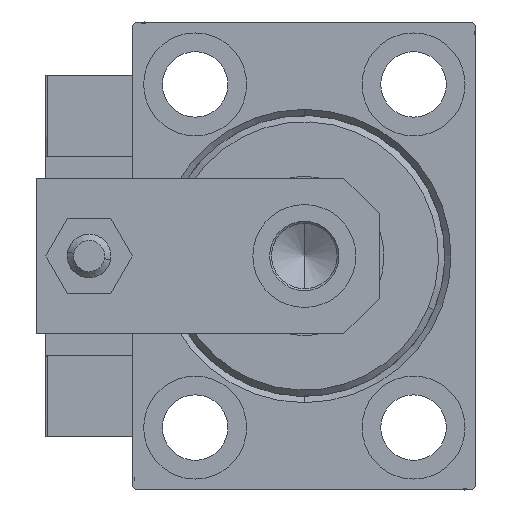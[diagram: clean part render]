
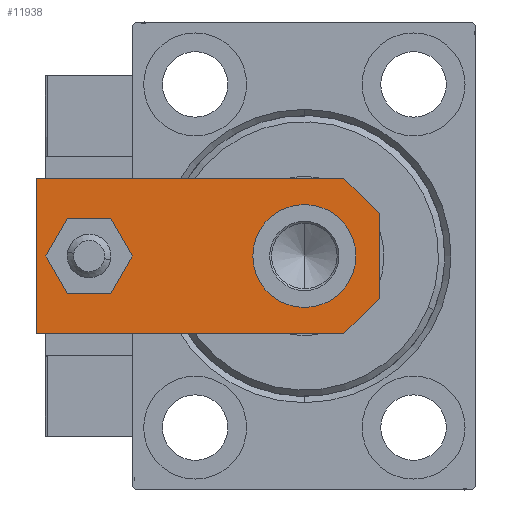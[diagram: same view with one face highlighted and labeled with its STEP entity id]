
A CAD part, left-side view. The second image highlights one B-rep face of the part: STEP entity #11938.
In plain terms, the highlighted face is planar.
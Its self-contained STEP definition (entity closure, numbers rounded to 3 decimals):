
#816 = VECTOR ( 'NONE', #46821, 1000. ) ;
#2606 = EDGE_CURVE ( 'NONE', #15636, #41999, #32096, .T. ) ;
#2831 = ORIENTED_EDGE ( 'NONE', *, *, #25023, .T. ) ;
#3437 = AXIS2_PLACEMENT_3D ( 'NONE', #4109, #43360, #42585 ) ;
#4109 = CARTESIAN_POINT ( 'NONE',  ( 0., 0., 6. ) ) ;
#4807 = DIRECTION ( 'NONE',  ( 0.707, 0.707, 0. ) ) ;
#5408 = DIRECTION ( 'NONE',  ( 0.707, -0.707, 0. ) ) ;
#5458 = EDGE_CURVE ( 'NONE', #32373, #38090, #13285, .T. ) ;
#6641 = EDGE_CURVE ( 'NONE', #41999, #32373, #18906, .T. ) ;
#6774 = CARTESIAN_POINT ( 'NONE',  ( -6.84, 0., 6. ) ) ;
#7784 = AXIS2_PLACEMENT_3D ( 'NONE', #22714, #31156, #15507 ) ;
#8380 = LINE ( 'NONE', #31729, #29745 ) ;
#8408 = DIRECTION ( 'NONE',  ( 1., 0., 0. ) ) ;
#9061 = AXIS2_PLACEMENT_3D ( 'NONE', #18839, #10382, #33966 ) ;
#9111 = ORIENTED_EDGE ( 'NONE', *, *, #5458, .T. ) ;
#9491 = EDGE_CURVE ( 'NONE', #31811, #37126, #31166, .T. ) ;
#10382 = DIRECTION ( 'NONE',  ( 0., 0., 1. ) ) ;
#10424 = CARTESIAN_POINT ( 'NONE',  ( 12.5, 55., 6. ) ) ;
#11734 = DIRECTION ( 'NONE',  ( 0., -1., 0. ) ) ;
#11938 = ADVANCED_FACE ( 'NONE', ( #23884, #26967, #31578 ), #19789, .T. ) ;
#12604 = CARTESIAN_POINT ( 'NONE',  ( -3.42, -3.42, 6. ) ) ;
#13285 = LINE ( 'NONE', #47893, #36011 ) ;
#13527 = ORIENTED_EDGE ( 'NONE', *, *, #2606, .T. ) ;
#14416 = VERTEX_POINT ( 'NONE', #25458 ) ;
#15507 = DIRECTION ( 'NONE',  ( 1., 0., 0. ) ) ;
#15636 = VERTEX_POINT ( 'NONE', #38746 ) ;
#15851 = VECTOR ( 'NONE', #44006, 1000. ) ;
#17528 = CARTESIAN_POINT ( 'NONE',  ( 12.5, 5.66, 6. ) ) ;
#17993 = EDGE_LOOP ( 'NONE', ( #45776, #13527, #48184, #9111, #2831, #33840 ) ) ;
#18233 = DIRECTION ( 'NONE',  ( 0., 1., 0. ) ) ;
#18839 = CARTESIAN_POINT ( 'NONE',  ( 0., 12., 6. ) ) ;
#18906 = LINE ( 'NONE', #50420, #816 ) ;
#19265 = CIRCLE ( 'NONE', #7784, 8.25 ) ;
#19789 = PLANE ( 'NONE',  #3437 ) ;
#21717 = EDGE_CURVE ( 'NONE', #37126, #31811, #19265, .T. ) ;
#22714 = CARTESIAN_POINT ( 'NONE',  ( 0., 12., 6. ) ) ;
#23564 = DIRECTION ( 'NONE',  ( 0., 0., 1. ) ) ;
#23884 = FACE_BOUND ( 'NONE', #44474, .T. ) ;
#25023 = EDGE_CURVE ( 'NONE', #38090, #32136, #42045, .T. ) ;
#25147 = ORIENTED_EDGE ( 'NONE', *, *, #21717, .F. ) ;
#25315 = CARTESIAN_POINT ( 'NONE',  ( -12.5, 55., 6. ) ) ;
#25458 = CARTESIAN_POINT ( 'NONE',  ( 4., 46.5, 6. ) ) ;
#26871 = VERTEX_POINT ( 'NONE', #35588 ) ;
#26967 = FACE_OUTER_BOUND ( 'NONE', #17993, .T. ) ;
#29233 = CARTESIAN_POINT ( 'NONE',  ( -8.25, 12., 6. ) ) ;
#29745 = VECTOR ( 'NONE', #11734, 1000. ) ;
#31156 = DIRECTION ( 'NONE',  ( 0., 0., 1. ) ) ;
#31166 = CIRCLE ( 'NONE', #9061, 8.25 ) ;
#31171 = AXIS2_PLACEMENT_3D ( 'NONE', #43290, #23564, #8408 ) ;
#31578 = FACE_BOUND ( 'NONE', #47155, .T. ) ;
#31729 = CARTESIAN_POINT ( 'NONE',  ( -12.5, 55., 6. ) ) ;
#31811 = VERTEX_POINT ( 'NONE', #29233 ) ;
#32096 = LINE ( 'NONE', #12604, #36015 ) ;
#32136 = VERTEX_POINT ( 'NONE', #10424 ) ;
#32373 = VERTEX_POINT ( 'NONE', #44493 ) ;
#32732 = AXIS2_PLACEMENT_3D ( 'NONE', #32740, #36338, #48119 ) ;
#32740 = CARTESIAN_POINT ( 'NONE',  ( 0., 46.5, 6. ) ) ;
#33840 = ORIENTED_EDGE ( 'NONE', *, *, #46500, .T. ) ;
#33966 = DIRECTION ( 'NONE',  ( 1., 0., 0. ) ) ;
#35045 = EDGE_CURVE ( 'NONE', #14416, #26871, #44178, .T. ) ;
#35588 = CARTESIAN_POINT ( 'NONE',  ( -4., 46.5, 6. ) ) ;
#36011 = VECTOR ( 'NONE', #4807, 1000. ) ;
#36015 = VECTOR ( 'NONE', #5408, 1000. ) ;
#36338 = DIRECTION ( 'NONE',  ( 0., 0., 1. ) ) ;
#37126 = VERTEX_POINT ( 'NONE', #44945 ) ;
#37720 = CARTESIAN_POINT ( 'NONE',  ( 12.5, 0., 6. ) ) ;
#37733 = CIRCLE ( 'NONE', #31171, 4. ) ;
#38050 = ORIENTED_EDGE ( 'NONE', *, *, #9491, .F. ) ;
#38090 = VERTEX_POINT ( 'NONE', #17528 ) ;
#38746 = CARTESIAN_POINT ( 'NONE',  ( -12.5, 5.66, 6. ) ) ;
#41398 = EDGE_CURVE ( 'NONE', #26871, #14416, #37733, .T. ) ;
#41618 = ORIENTED_EDGE ( 'NONE', *, *, #41398, .F. ) ;
#41999 = VERTEX_POINT ( 'NONE', #6774 ) ;
#42045 = LINE ( 'NONE', #37720, #42327 ) ;
#42327 = VECTOR ( 'NONE', #18233, 1000. ) ;
#42585 = DIRECTION ( 'NONE',  ( 1., 0., 0. ) ) ;
#43290 = CARTESIAN_POINT ( 'NONE',  ( 0., 46.5, 6. ) ) ;
#43360 = DIRECTION ( 'NONE',  ( 0., 0., 1. ) ) ;
#43374 = VERTEX_POINT ( 'NONE', #25315 ) ;
#43747 = CARTESIAN_POINT ( 'NONE',  ( 12.5, 55., 6. ) ) ;
#44006 = DIRECTION ( 'NONE',  ( -1., 0., 0. ) ) ;
#44178 = CIRCLE ( 'NONE', #32732, 4. ) ;
#44249 = EDGE_CURVE ( 'NONE', #43374, #15636, #8380, .T. ) ;
#44474 = EDGE_LOOP ( 'NONE', ( #41618, #47217 ) ) ;
#44493 = CARTESIAN_POINT ( 'NONE',  ( 6.84, 0., 6. ) ) ;
#44945 = CARTESIAN_POINT ( 'NONE',  ( 8.25, 12., 6. ) ) ;
#45776 = ORIENTED_EDGE ( 'NONE', *, *, #44249, .T. ) ;
#46500 = EDGE_CURVE ( 'NONE', #32136, #43374, #48355, .T. ) ;
#46821 = DIRECTION ( 'NONE',  ( 1., 0., 0. ) ) ;
#47155 = EDGE_LOOP ( 'NONE', ( #38050, #25147 ) ) ;
#47217 = ORIENTED_EDGE ( 'NONE', *, *, #35045, .F. ) ;
#47893 = CARTESIAN_POINT ( 'NONE',  ( 3.42, -3.42, 6. ) ) ;
#48119 = DIRECTION ( 'NONE',  ( 1., 0., 0. ) ) ;
#48184 = ORIENTED_EDGE ( 'NONE', *, *, #6641, .T. ) ;
#48355 = LINE ( 'NONE', #43747, #15851 ) ;
#50420 = CARTESIAN_POINT ( 'NONE',  ( -12.5, 0., 6. ) ) ;
